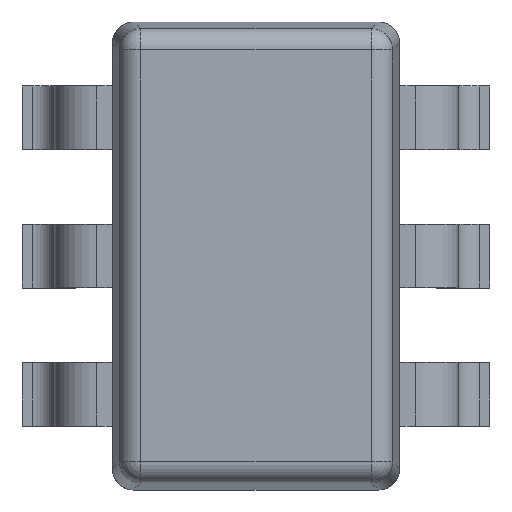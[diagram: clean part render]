
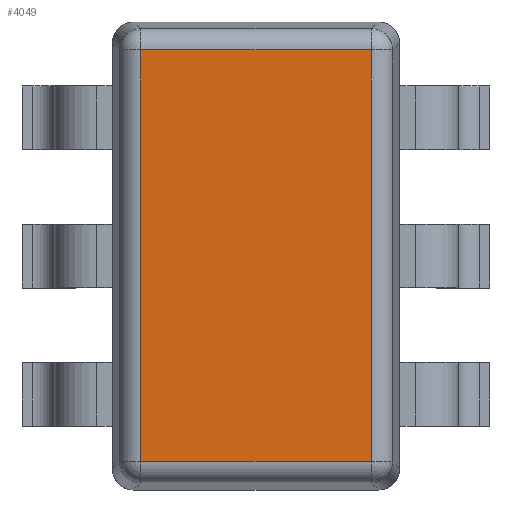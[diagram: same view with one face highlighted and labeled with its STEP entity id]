
A CAD part, top view. The second image highlights one B-rep face of the part: STEP entity #4049.
In plain terms, the highlighted planar face has unit normal (0, 0, 1).
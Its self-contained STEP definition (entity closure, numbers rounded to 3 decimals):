
#2953 = CYLINDRICAL_SURFACE('',#2954,0.1);
#2954 = AXIS2_PLACEMENT_3D('',#2955,#2956,#2957);
#2955 = CARTESIAN_POINT('',(0.132,0.042,0.9));
#2956 = DIRECTION('',(0.,1.,-0.));
#2957 = DIRECTION('',(-0.995,0.,0.105));
#3602 = VERTEX_POINT('',#3603);
#3603 = CARTESIAN_POINT('',(0.132,0.132,1.));
#3623 = EDGE_CURVE('',#3602,#3624,#3626,.T.);
#3624 = VERTEX_POINT('',#3625);
#3625 = CARTESIAN_POINT('',(0.132,2.068,1.));
#3626 = SURFACE_CURVE('',#3627,(#3631,#3638),.PCURVE_S1.);
#3627 = LINE('',#3628,#3629);
#3628 = CARTESIAN_POINT('',(0.132,0.042,1.));
#3629 = VECTOR('',#3630,1.);
#3630 = DIRECTION('',(0.,1.,-0.));
#3631 = PCURVE('',#2953,#3632);
#3632 = DEFINITIONAL_REPRESENTATION('',(#3633),#3637);
#3633 = LINE('',#3634,#3635);
#3634 = CARTESIAN_POINT('',(1.466,0.));
#3635 = VECTOR('',#3636,1.);
#3636 = DIRECTION('',(0.,1.));
#3637 = ( GEOMETRIC_REPRESENTATION_CONTEXT(2) 
PARAMETRIC_REPRESENTATION_CONTEXT() REPRESENTATION_CONTEXT('2D SPACE',''
  ) );
#3638 = PCURVE('',#3639,#3644);
#3639 = PLANE('',#3640);
#3640 = AXIS2_PLACEMENT_3D('',#3641,#3642,#3643);
#3641 = CARTESIAN_POINT('',(0.,0.,1.));
#3642 = DIRECTION('',(0.,0.,1.));
#3643 = DIRECTION('',(1.,0.,-0.));
#3644 = DEFINITIONAL_REPRESENTATION('',(#3645),#3649);
#3645 = LINE('',#3646,#3647);
#3646 = CARTESIAN_POINT('',(0.132,0.042));
#3647 = VECTOR('',#3648,1.);
#3648 = DIRECTION('',(0.,1.));
#3649 = ( GEOMETRIC_REPRESENTATION_CONTEXT(2) 
PARAMETRIC_REPRESENTATION_CONTEXT() REPRESENTATION_CONTEXT('2D SPACE',''
  ) );
#3819 = CYLINDRICAL_SURFACE('',#3820,0.1);
#3820 = AXIS2_PLACEMENT_3D('',#3821,#3822,#3823);
#3821 = CARTESIAN_POINT('',(0.042,2.068,0.9));
#3822 = DIRECTION('',(1.,0.,0.));
#3823 = DIRECTION('',(-0.,0.995,0.105));
#3992 = CYLINDRICAL_SURFACE('',#3993,0.1);
#3993 = AXIS2_PLACEMENT_3D('',#3994,#3995,#3996);
#3994 = CARTESIAN_POINT('',(0.042,0.132,0.9));
#3995 = DIRECTION('',(1.,-0.,0.));
#3996 = DIRECTION('',(-0.,-0.995,0.105));
#4049 = ADVANCED_FACE('',(#4050),#3639,.T.);
#4050 = FACE_BOUND('',#4051,.T.);
#4051 = EDGE_LOOP('',(#4052,#4053,#4076,#4104));
#4052 = ORIENTED_EDGE('',*,*,#3623,.F.);
#4053 = ORIENTED_EDGE('',*,*,#4054,.T.);
#4054 = EDGE_CURVE('',#3602,#4055,#4057,.T.);
#4055 = VERTEX_POINT('',#4056);
#4056 = CARTESIAN_POINT('',(1.218,0.132,1.));
#4057 = SURFACE_CURVE('',#4058,(#4062,#4069),.PCURVE_S1.);
#4058 = LINE('',#4059,#4060);
#4059 = CARTESIAN_POINT('',(0.042,0.132,1.));
#4060 = VECTOR('',#4061,1.);
#4061 = DIRECTION('',(1.,-0.,0.));
#4062 = PCURVE('',#3639,#4063);
#4063 = DEFINITIONAL_REPRESENTATION('',(#4064),#4068);
#4064 = LINE('',#4065,#4066);
#4065 = CARTESIAN_POINT('',(0.042,0.132));
#4066 = VECTOR('',#4067,1.);
#4067 = DIRECTION('',(1.,0.));
#4068 = ( GEOMETRIC_REPRESENTATION_CONTEXT(2) 
PARAMETRIC_REPRESENTATION_CONTEXT() REPRESENTATION_CONTEXT('2D SPACE',''
  ) );
#4069 = PCURVE('',#3992,#4070);
#4070 = DEFINITIONAL_REPRESENTATION('',(#4071),#4075);
#4071 = LINE('',#4072,#4073);
#4072 = CARTESIAN_POINT('',(-1.466,0.));
#4073 = VECTOR('',#4074,1.);
#4074 = DIRECTION('',(-0.,1.));
#4075 = ( GEOMETRIC_REPRESENTATION_CONTEXT(2) 
PARAMETRIC_REPRESENTATION_CONTEXT() REPRESENTATION_CONTEXT('2D SPACE',''
  ) );
#4076 = ORIENTED_EDGE('',*,*,#4077,.T.);
#4077 = EDGE_CURVE('',#4055,#4078,#4080,.T.);
#4078 = VERTEX_POINT('',#4079);
#4079 = CARTESIAN_POINT('',(1.218,2.068,1.));
#4080 = SURFACE_CURVE('',#4081,(#4085,#4092),.PCURVE_S1.);
#4081 = LINE('',#4082,#4083);
#4082 = CARTESIAN_POINT('',(1.218,0.042,1.));
#4083 = VECTOR('',#4084,1.);
#4084 = DIRECTION('',(0.,1.,-0.));
#4085 = PCURVE('',#3639,#4086);
#4086 = DEFINITIONAL_REPRESENTATION('',(#4087),#4091);
#4087 = LINE('',#4088,#4089);
#4088 = CARTESIAN_POINT('',(1.218,0.042));
#4089 = VECTOR('',#4090,1.);
#4090 = DIRECTION('',(0.,1.));
#4091 = ( GEOMETRIC_REPRESENTATION_CONTEXT(2) 
PARAMETRIC_REPRESENTATION_CONTEXT() REPRESENTATION_CONTEXT('2D SPACE',''
  ) );
#4092 = PCURVE('',#4093,#4098);
#4093 = CYLINDRICAL_SURFACE('',#4094,0.1);
#4094 = AXIS2_PLACEMENT_3D('',#4095,#4096,#4097);
#4095 = CARTESIAN_POINT('',(1.218,0.042,0.9));
#4096 = DIRECTION('',(0.,1.,-0.));
#4097 = DIRECTION('',(0.,0.,1.));
#4098 = DEFINITIONAL_REPRESENTATION('',(#4099),#4103);
#4099 = LINE('',#4100,#4101);
#4100 = CARTESIAN_POINT('',(0.,0.));
#4101 = VECTOR('',#4102,1.);
#4102 = DIRECTION('',(0.,1.));
#4103 = ( GEOMETRIC_REPRESENTATION_CONTEXT(2) 
PARAMETRIC_REPRESENTATION_CONTEXT() REPRESENTATION_CONTEXT('2D SPACE',''
  ) );
#4104 = ORIENTED_EDGE('',*,*,#4105,.F.);
#4105 = EDGE_CURVE('',#3624,#4078,#4106,.T.);
#4106 = SURFACE_CURVE('',#4107,(#4111,#4118),.PCURVE_S1.);
#4107 = LINE('',#4108,#4109);
#4108 = CARTESIAN_POINT('',(0.042,2.068,1.));
#4109 = VECTOR('',#4110,1.);
#4110 = DIRECTION('',(1.,0.,0.));
#4111 = PCURVE('',#3639,#4112);
#4112 = DEFINITIONAL_REPRESENTATION('',(#4113),#4117);
#4113 = LINE('',#4114,#4115);
#4114 = CARTESIAN_POINT('',(0.042,2.068));
#4115 = VECTOR('',#4116,1.);
#4116 = DIRECTION('',(1.,0.));
#4117 = ( GEOMETRIC_REPRESENTATION_CONTEXT(2) 
PARAMETRIC_REPRESENTATION_CONTEXT() REPRESENTATION_CONTEXT('2D SPACE',''
  ) );
#4118 = PCURVE('',#3819,#4119);
#4119 = DEFINITIONAL_REPRESENTATION('',(#4120),#4124);
#4120 = LINE('',#4121,#4122);
#4121 = CARTESIAN_POINT('',(1.466,0.));
#4122 = VECTOR('',#4123,1.);
#4123 = DIRECTION('',(0.,1.));
#4124 = ( GEOMETRIC_REPRESENTATION_CONTEXT(2) 
PARAMETRIC_REPRESENTATION_CONTEXT() REPRESENTATION_CONTEXT('2D SPACE',''
  ) );
